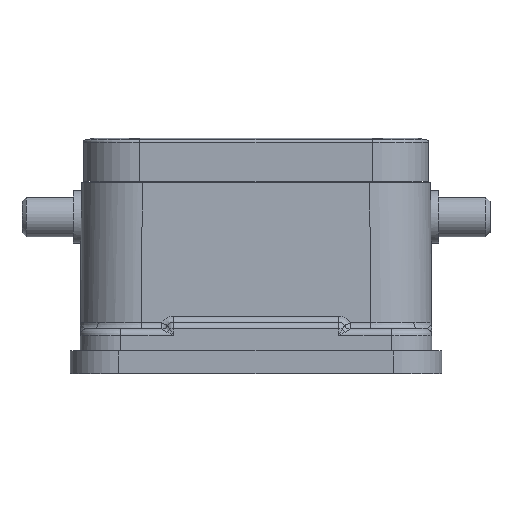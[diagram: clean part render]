
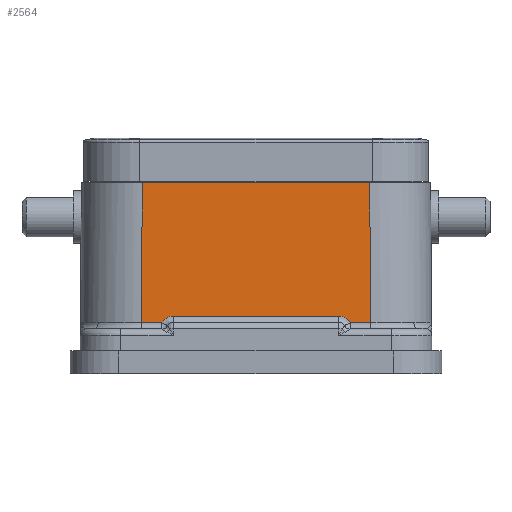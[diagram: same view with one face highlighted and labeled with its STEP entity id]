
A CAD part, left-side view. The second image highlights one B-rep face of the part: STEP entity #2564.
In plain terms, the highlighted planar face has unit normal (-1, 0, 0.009).
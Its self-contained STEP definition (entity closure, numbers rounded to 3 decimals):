
#7 = ORIENTED_EDGE ( 'NONE', *, *, #2958, .T. ) ;
#27 = ORIENTED_EDGE ( 'NONE', *, *, #2225, .F. ) ;
#130 = ORIENTED_EDGE ( 'NONE', *, *, #3023, .F. ) ;
#160 = ORIENTED_EDGE ( 'NONE', *, *, #2214, .T. ) ;
#171 = ORIENTED_EDGE ( 'NONE', *, *, #3234, .F. ) ;
#261 = ORIENTED_EDGE ( 'NONE', *, *, #2343, .T. ) ;
#293 = ORIENTED_EDGE ( 'NONE', *, *, #3346, .T. ) ;
#307 = ORIENTED_EDGE ( 'NONE', *, *, #3371, .T. ) ;
#621 = EDGE_LOOP ( 'NONE', ( #293, #307, #7, #261, #160, #130, #27, #171 ) ) ;
#991 = AXIS2_PLACEMENT_3D ( 'NONE', #8463, #8375, #8401 ) ;
#1030 = FACE_OUTER_BOUND ( 'NONE', #621, .T. ) ;
#1031 = VECTOR ( 'NONE', #3966, 1000. ) ;
#1077 = VECTOR ( 'NONE', #3900, 1000. ) ;
#1375 = VECTOR ( 'NONE', #6930, 1000. ) ;
#1460 = VECTOR ( 'NONE', #6519, 1000. ) ;
#1760 = VECTOR ( 'NONE', #11054, 1000. ) ;
#1868 = VECTOR ( 'NONE', #4497, 1000. ) ;
#2020 =( BOUNDED_CURVE ( )  B_SPLINE_CURVE ( 3, ( #4210, #4215, #4208, #4280 ),
 .UNSPECIFIED., .F., .T. ) 
 B_SPLINE_CURVE_WITH_KNOTS ( ( 4, 4 ),
 ( 3.142, 4.189 ),
 .UNSPECIFIED. ) 
 CURVE ( )  GEOMETRIC_REPRESENTATION_ITEM ( )  RATIONAL_B_SPLINE_CURVE ( ( 1., 0.911, 0.911, 1. ) ) 
 REPRESENTATION_ITEM ( '' )  );
#2079 =( BOUNDED_CURVE ( )  B_SPLINE_CURVE ( 3, ( #6244, #6241, #6137, #6981 ),
 .UNSPECIFIED., .F., .F. ) 
 B_SPLINE_CURVE_WITH_KNOTS ( ( 4, 4 ),
 ( 5.236, 6.283 ),
 .UNSPECIFIED. ) 
 CURVE ( )  GEOMETRIC_REPRESENTATION_ITEM ( )  RATIONAL_B_SPLINE_CURVE ( ( 1., 0.911, 0.911, 1. ) ) 
 REPRESENTATION_ITEM ( '' )  );
#2214 = EDGE_CURVE ( 'NONE', #12209, #12214, #3969, .T. ) ;
#2225 = EDGE_CURVE ( 'NONE', #12465, #12428, #3904, .T. ) ;
#2343 = EDGE_CURVE ( 'NONE', #12204, #12209, #2020, .T. ) ;
#2564 = ADVANCED_FACE ( 'NONE', ( #1030 ), #8418, .T. ) ;
#2958 = EDGE_CURVE ( 'NONE', #12211, #12204, #4500, .T. ) ;
#3023 = EDGE_CURVE ( 'NONE', #12428, #12214, #11057, .T. ) ;
#3234 = EDGE_CURVE ( 'NONE', #12256, #12465, #6522, .T. ) ;
#3346 = EDGE_CURVE ( 'NONE', #12256, #12265, #6569, .T. ) ;
#3371 = EDGE_CURVE ( 'NONE', #12265, #12211, #2079, .T. ) ;
#3900 = DIRECTION ( 'NONE',  ( 0., -1., 0. ) ) ;
#3902 = CARTESIAN_POINT ( 'NONE',  ( -46.5, 0., 22. ) ) ;
#3904 = LINE ( 'NONE', #3902, #1077 ) ;
#3966 = DIRECTION ( 'NONE',  ( 0., -1., 0. ) ) ;
#3968 = CARTESIAN_POINT ( 'NONE',  ( -46.65, 23.975, 4.793 ) ) ;
#3969 = LINE ( 'NONE', #3968, #1031 ) ;
#4208 = CARTESIAN_POINT ( 'NONE',  ( -46.646, -11.293, 5.3 ) ) ;
#4210 = CARTESIAN_POINT ( 'NONE',  ( -46.643, -10.2, 5.593 ) ) ;
#4215 = CARTESIAN_POINT ( 'NONE',  ( -46.643, -10.786, 5.593 ) ) ;
#4280 = CARTESIAN_POINT ( 'NONE',  ( -46.65, -11.586, 4.793 ) ) ;
#4497 = DIRECTION ( 'NONE',  ( 0., -1., 0. ) ) ;
#4499 = CARTESIAN_POINT ( 'NONE',  ( -46.643, -10.2, 5.593 ) ) ;
#4500 = LINE ( 'NONE', #4499, #1868 ) ;
#5964 = CARTESIAN_POINT ( 'NONE',  ( -46.5, 14., 22. ) ) ;
#6002 = CARTESIAN_POINT ( 'NONE',  ( -46.5, -14., 22. ) ) ;
#6137 = CARTESIAN_POINT ( 'NONE',  ( -46.643, 10.786, 5.593 ) ) ;
#6241 = CARTESIAN_POINT ( 'NONE',  ( -46.646, 11.293, 5.3 ) ) ;
#6244 = CARTESIAN_POINT ( 'NONE',  ( -46.65, 11.586, 4.793 ) ) ;
#6366 = CARTESIAN_POINT ( 'NONE',  ( -46.65, 23.975, 4.793 ) ) ;
#6519 = DIRECTION ( 'NONE',  ( 0.009, -0.009, 1. ) ) ;
#6521 = CARTESIAN_POINT ( 'NONE',  ( -46.497, 13.998, 22.306 ) ) ;
#6522 = LINE ( 'NONE', #6521, #1460 ) ;
#6569 = LINE ( 'NONE', #6366, #1375 ) ;
#6930 = DIRECTION ( 'NONE',  ( 0., -1., 0. ) ) ;
#6981 = CARTESIAN_POINT ( 'NONE',  ( -46.643, 10.2, 5.593 ) ) ;
#8375 = DIRECTION ( 'NONE',  ( -1., 0., 0.009 ) ) ;
#8401 = DIRECTION ( 'NONE',  ( 0.009, 0., 1. ) ) ;
#8418 = PLANE ( 'NONE',  #991 ) ;
#8463 = CARTESIAN_POINT ( 'NONE',  ( -46.5, 23.975, 22. ) ) ;
#10196 = CARTESIAN_POINT ( 'NONE',  ( -46.65, 11.586, 4.793 ) ) ;
#10204 = CARTESIAN_POINT ( 'NONE',  ( -46.65, 14.15, 4.793 ) ) ;
#10245 = CARTESIAN_POINT ( 'NONE',  ( -46.65, -14.15, 4.793 ) ) ;
#10248 = CARTESIAN_POINT ( 'NONE',  ( -46.643, 10.2, 5.593 ) ) ;
#10250 = CARTESIAN_POINT ( 'NONE',  ( -46.65, -11.586, 4.793 ) ) ;
#10255 = CARTESIAN_POINT ( 'NONE',  ( -46.643, -10.2, 5.593 ) ) ;
#11054 = DIRECTION ( 'NONE',  ( -0.009, -0.009, -1. ) ) ;
#11056 = CARTESIAN_POINT ( 'NONE',  ( -46.498, -13.998, 22.226 ) ) ;
#11057 = LINE ( 'NONE', #11056, #1760 ) ;
#12204 = VERTEX_POINT ( 'NONE', #10255 ) ;
#12209 = VERTEX_POINT ( 'NONE', #10250 ) ;
#12211 = VERTEX_POINT ( 'NONE', #10248 ) ;
#12214 = VERTEX_POINT ( 'NONE', #10245 ) ;
#12256 = VERTEX_POINT ( 'NONE', #10204 ) ;
#12265 = VERTEX_POINT ( 'NONE', #10196 ) ;
#12428 = VERTEX_POINT ( 'NONE', #6002 ) ;
#12465 = VERTEX_POINT ( 'NONE', #5964 ) ;
